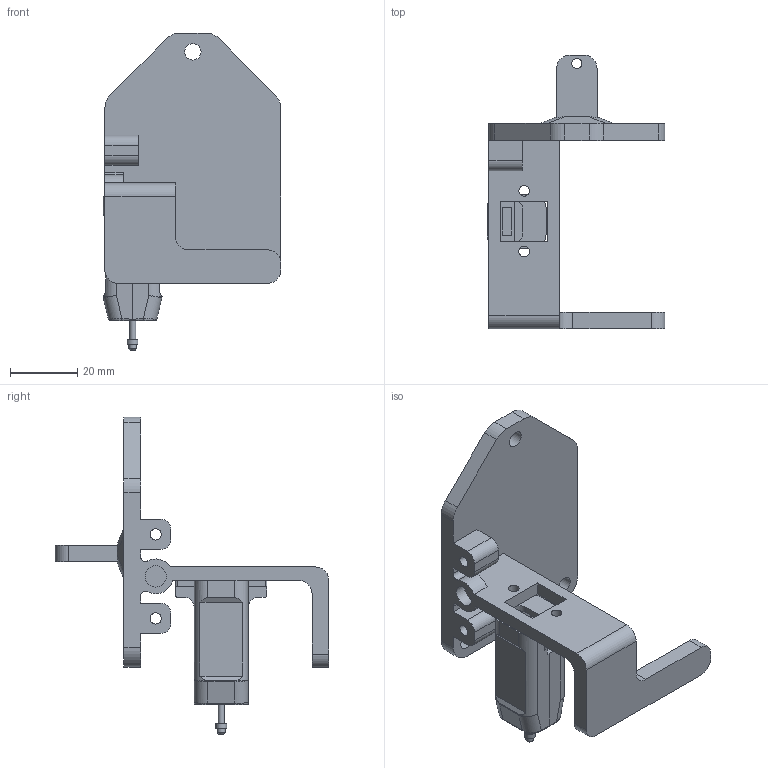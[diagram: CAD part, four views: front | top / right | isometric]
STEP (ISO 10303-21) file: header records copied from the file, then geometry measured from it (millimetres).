
FILE_DESCRIPTION(/* description */ ('STEP AP242','CAx-IF Rec.Pracs.---Representation and Presentation of Product Manufacturing Information (PMI)---4.0---2014-10-13','CAx-IF Rec.Pracs.---3D Tessellated Geometry---0.4---2014-09-14','2;1'),/* implementation_level */ '2;1');
FILE_NAME(/* name */ '68363e46e4afb246b9809572',/* time_stamp */ '2025-05-27T22:35:50Z',/* author */ (''),/* organization */ (''),/* preprocessor_version */ 'ST-DEVELOPER v20',/* originating_system */ 'ONSHAPE BY PTC INC, 1.198',/* authorisation */ ' ');
FILE_SCHEMA (('AP242_MANAGED_MODEL_BASED_3D_ENGINEERING_MIM_LF { 1 0 10303 442 1 1 4 }'));
Length unit declared in the file: metre
Products named in the file (3): CRtouch Bed Probe; crtouch-mod
Assembly tree (2 placements, depth 2):
  CRtouch Bed Probe
    CRtouch Bed Probe
    crtouch-mod
Bounding box: 52.84 x 81.4 x 94.6 mm (x, y, z)
Volume: 36677.4 mm3; surface area: 18137.9 mm2
Topology: 2 solids, 2 shells, 186 faces, 504 edges, 324 vertices
Faces by surface type: plane 102, cylinder 75, bspline 8, cone 1
Full cylindrical faces by diameter (mm): 1.9 x1, 2.4 x1, 3 x1, 3.15 x2, 3.2 x3, 3.35 x2, 4.9 x3, 5.8 x1, 6.35 x1
Entity records: 6274 total; most frequent: CARTESIAN_POINT 1489, DIRECTION 978, ORIENTED_EDGE 968, EDGE_CURVE 484, AXIS2_PLACEMENT_3D 329, VERTEX_POINT 324, LINE 320, VECTOR 320
